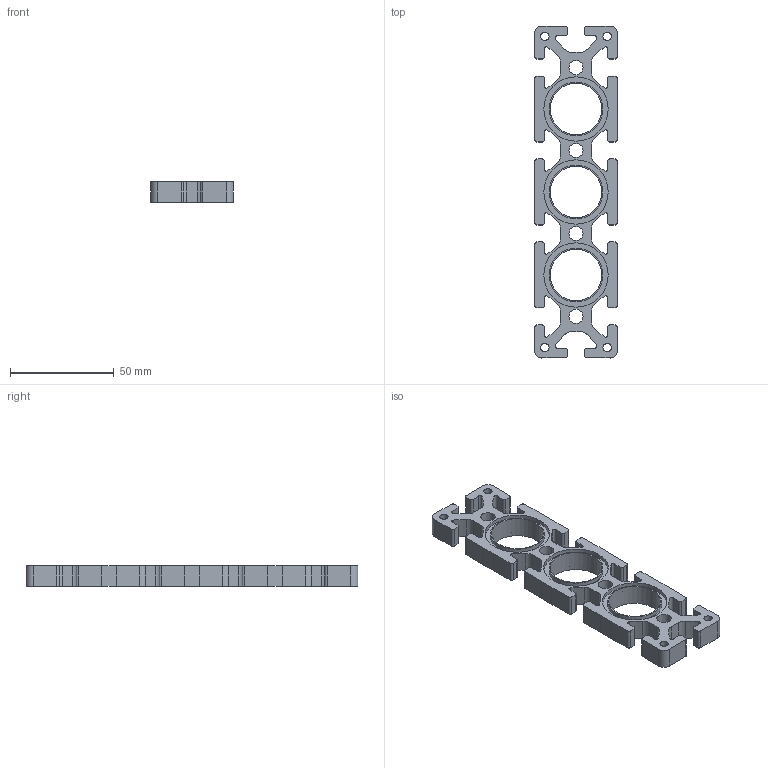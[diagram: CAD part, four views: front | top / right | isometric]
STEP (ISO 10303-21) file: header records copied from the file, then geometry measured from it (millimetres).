
FILE_DESCRIPTION((''),'2;1');
FILE_NAME('SD0104N.stp','2009-08-10T15:13:25',('teddy iii'),(''),'Autodesk Inventor 11','Autodesk Inventor 11','');
FILE_SCHEMA(('AUTOMOTIVE_DESIGN { 1 0 10303 214 1 1 1 1 }'));
Length unit declared in the file: millimetre
Products named in the file (1): SD0104N
Bounding box: 40 x 160 x 10 mm (x, y, z)
Volume: 28186 mm3; surface area: 19810.9 mm2
Topology: 1 solids, 1 shells, 217 faces, 609 edges, 406 vertices
Faces by surface type: cylinder 121, plane 87, bspline 9
Full cylindrical faces by diameter (mm): 4 x4, 6.8 x4, 25 x3, 26 x3, 31 x3
Entity records: 7127 total; most frequent: CARTESIAN_POINT 1321, DIRECTION 1258, ORIENTED_EDGE 1172, EDGE_CURVE 586, AXIS2_PLACEMENT_3D 463, VERTEX_POINT 406, VECTOR 332, LINE 332
